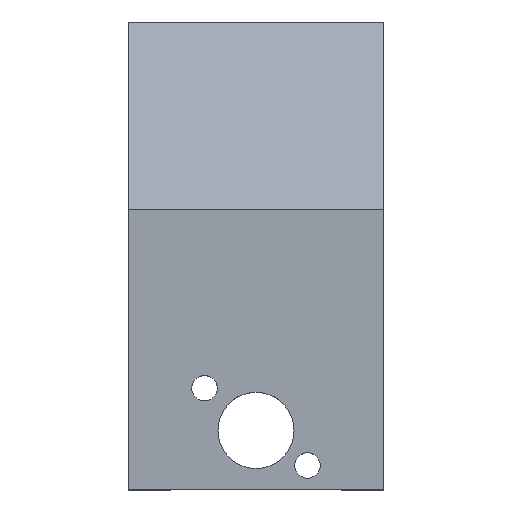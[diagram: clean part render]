
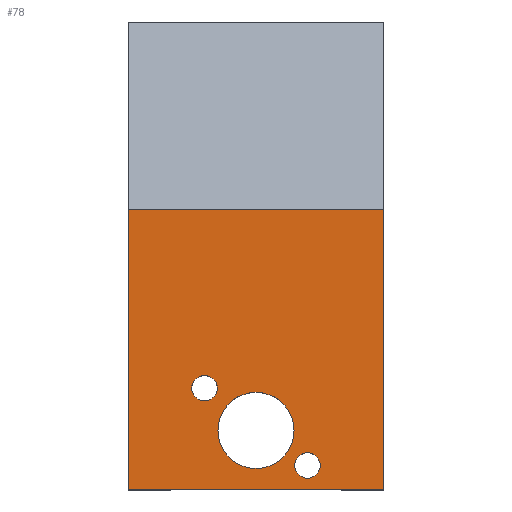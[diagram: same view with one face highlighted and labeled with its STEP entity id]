
A CAD part, top view. The second image highlights one B-rep face of the part: STEP entity #78.
In plain terms, the highlighted planar face has unit normal (0, 0, 1).
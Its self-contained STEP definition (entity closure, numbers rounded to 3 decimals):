
#48=FACE_BOUND('',#140,.T.);
#49=FACE_BOUND('',#141,.T.);
#50=FACE_BOUND('',#142,.T.);
#51=FACE_BOUND('',#143,.T.);
#64=CIRCLE('',#481,0.75);
#65=CIRCLE('',#482,0.75);
#66=CIRCLE('',#483,2.238);
#78=ADVANCED_FACE('',(#48,#49,#50,#51),#102,.T.);
#102=PLANE('',#484);
#140=EDGE_LOOP('',(#203));
#141=EDGE_LOOP('',(#204));
#142=EDGE_LOOP('',(#205));
#143=EDGE_LOOP('',(#206,#207,#208,#209));
#203=ORIENTED_EDGE('',*,*,#346,.F.);
#204=ORIENTED_EDGE('',*,*,#347,.F.);
#205=ORIENTED_EDGE('',*,*,#348,.F.);
#206=ORIENTED_EDGE('',*,*,#326,.T.);
#207=ORIENTED_EDGE('',*,*,#349,.F.);
#208=ORIENTED_EDGE('',*,*,#336,.T.);
#209=ORIENTED_EDGE('',*,*,#350,.T.);
#285=VERTEX_POINT('',#635);
#286=VERTEX_POINT('',#637);
#293=VERTEX_POINT('',#655);
#294=VERTEX_POINT('',#657);
#301=VERTEX_POINT('',#677);
#302=VERTEX_POINT('',#679);
#303=VERTEX_POINT('',#681);
#326=EDGE_CURVE('',#286,#285,#383,.T.);
#336=EDGE_CURVE('',#294,#293,#393,.T.);
#346=EDGE_CURVE('',#301,#301,#64,.T.);
#347=EDGE_CURVE('',#302,#302,#65,.T.);
#348=EDGE_CURVE('',#303,#303,#66,.T.);
#349=EDGE_CURVE('',#294,#285,#401,.T.);
#350=EDGE_CURVE('',#293,#286,#402,.T.);
#383=LINE('',#636,#430);
#393=LINE('',#656,#440);
#401=LINE('',#682,#448);
#402=LINE('',#683,#449);
#430=VECTOR('',#516,1.);
#440=VECTOR('',#530,1.);
#448=VECTOR('',#554,1.);
#449=VECTOR('',#555,1.);
#481=AXIS2_PLACEMENT_3D('',#676,#548,#549);
#482=AXIS2_PLACEMENT_3D('',#678,#550,#551);
#483=AXIS2_PLACEMENT_3D('',#680,#552,#553);
#484=AXIS2_PLACEMENT_3D('',#684,#556,#557);
#516=DIRECTION('',(0.,1.,0.));
#530=DIRECTION('',(0.,-1.,0.));
#548=DIRECTION('',(0.,0.,1.));
#549=DIRECTION('',(1.,0.,0.));
#550=DIRECTION('',(0.,0.,1.));
#551=DIRECTION('',(1.,0.,0.));
#552=DIRECTION('',(0.,0.,1.));
#553=DIRECTION('',(1.,0.,0.));
#554=DIRECTION('',(1.,0.,0.));
#555=DIRECTION('',(1.,0.,0.));
#556=DIRECTION('',(0.,0.,1.));
#557=DIRECTION('',(1.,0.,0.));
#635=CARTESIAN_POINT('',(7.5,2.75,7.));
#636=CARTESIAN_POINT('',(7.5,-13.75,7.));
#637=CARTESIAN_POINT('',(7.5,-13.75,7.));
#655=CARTESIAN_POINT('',(-7.5,-13.75,7.));
#656=CARTESIAN_POINT('',(-7.5,13.75,7.));
#657=CARTESIAN_POINT('',(-7.5,2.75,7.));
#676=CARTESIAN_POINT('',(-3.025,-7.78,7.));
#677=CARTESIAN_POINT('',(-2.275,-7.78,7.));
#678=CARTESIAN_POINT('',(3.025,-12.32,7.));
#679=CARTESIAN_POINT('',(3.775,-12.32,7.));
#680=CARTESIAN_POINT('',(0.,-10.262,7.));
#681=CARTESIAN_POINT('',(2.238,-10.262,7.));
#682=CARTESIAN_POINT('',(-54992.5,2.75,7.));
#683=CARTESIAN_POINT('',(-7.5,-13.75,7.));
#684=CARTESIAN_POINT('',(0.,0.,7.));
